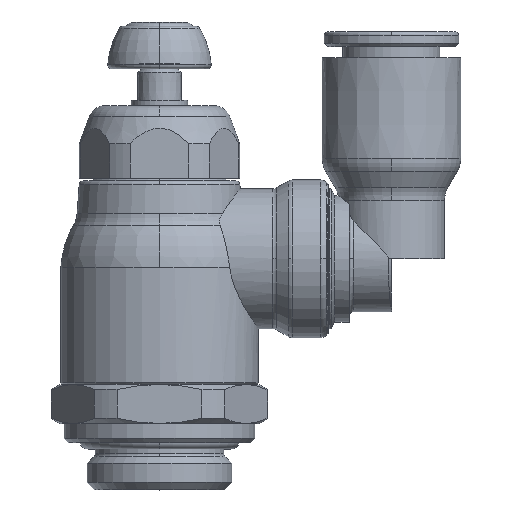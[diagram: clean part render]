
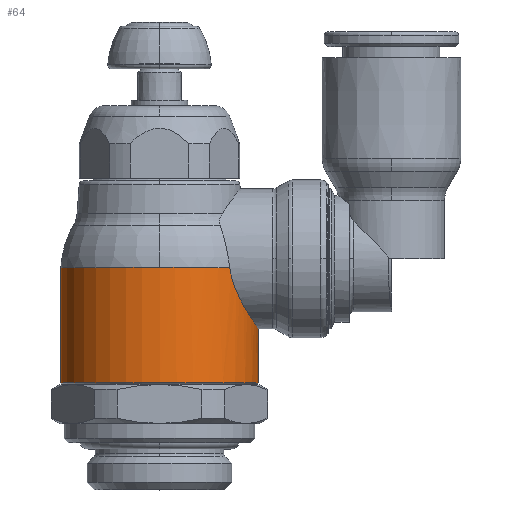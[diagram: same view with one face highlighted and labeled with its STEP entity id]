
A CAD part, top view. The second image highlights one B-rep face of the part: STEP entity #64.
In plain terms, the highlighted cylindrical face has radius 11.4 mm (diameter 22.8 mm), a partial arc.
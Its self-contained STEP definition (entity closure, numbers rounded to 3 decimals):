
#64=ADVANCED_FACE('',(#260),#261,.T.);
#260=FACE_OUTER_BOUND('',#630,.T.);
#261=CYLINDRICAL_SURFACE('',#631,11.4);
#630=EDGE_LOOP('',(#1096,#1097,#1098,#1099,#1100,#1101));
#631=AXIS2_PLACEMENT_3D('',#1102,#1103,#1104);
#1096=ORIENTED_EDGE('',*,*,#2487,.F.);
#1097=ORIENTED_EDGE('',*,*,#2488,.T.);
#1098=ORIENTED_EDGE('',*,*,#2489,.F.);
#1099=ORIENTED_EDGE('',*,*,#2490,.T.);
#1100=ORIENTED_EDGE('',*,*,#2485,.F.);
#1101=ORIENTED_EDGE('',*,*,#2491,.F.);
#1102=CARTESIAN_POINT('',(0.0,19.,0.0));
#1103=DIRECTION('',(0.0,1.0,0.0));
#1104=DIRECTION('',(-1.0,0.0,0.0));
#2485=EDGE_CURVE('',#3014,#3016,#3017,.T.);
#2487=EDGE_CURVE('',#3019,#3020,#3021,.T.);
#2488=EDGE_CURVE('',#3019,#3022,#3023,.T.);
#2489=EDGE_CURVE('',#3024,#3022,#3025,.T.);
#2490=EDGE_CURVE('',#3024,#3016,#3026,.T.);
#2491=EDGE_CURVE('',#3020,#3014,#3027,.T.);
#3014=VERTEX_POINT('',#3814);
#3016=VERTEX_POINT('',#3816);
#3017=CIRCLE('',#3817,11.4);
#3019=VERTEX_POINT('',#3848);
#3020=VERTEX_POINT('',#3849);
#3021=LINE('',#3850,#3851);
#3022=VERTEX_POINT('',#3852);
#3023=CIRCLE('',#3853,11.4);
#3024=VERTEX_POINT('',#3854);
#3025=LINE('',#3855,#3856);
#3026=B_SPLINE_CURVE_WITH_KNOTS('',3,(#3857,#3858,#3859,#3860,#3861,#3862,#3863,#3864,#3865,#3866,#3867,#3868,#3869,#3870,#3871,#3872,#3873,#3874,#3875,#3876,#3877,#3878,#3879,#3880,#3881,#3882,#3883,#3884,#3885,#3886,#3887,#3888,#3889,#3890),.UNSPECIFIED.,.F.,.F.,(4,2,2,2,2,2,2,2,2,2,2,2,2,2,2,2,4),(0.0,1.608,3.216,4.824,6.432,8.015,9.599,11.182,12.766,14.349,15.933,17.516,19.1,20.708,22.316,23.924,25.532),.UNSPECIFIED.);
#3027=CIRCLE('',#3891,11.4);
#3814=CARTESIAN_POINT('',(0.,25.65,11.4));
#3816=CARTESIAN_POINT('',(8.111,25.65,8.01));
#3817=AXIS2_PLACEMENT_3D('',#5368,#5369,#5370);
#3848=CARTESIAN_POINT('',(-11.4,12.35,0.0));
#3849=CARTESIAN_POINT('',(-11.4,25.65,0.));
#3850=CARTESIAN_POINT('',(-11.4,19.,0.));
#3851=VECTOR('',#5371,1.0);
#3852=CARTESIAN_POINT('',(11.4,12.35,0.));
#3853=AXIS2_PLACEMENT_3D('',#5372,#5373,#5374);
#3854=CARTESIAN_POINT('',(11.4,18.595,0.));
#3855=CARTESIAN_POINT('',(11.4,19.,0.));
#3856=VECTOR('',#5375,1.0);
#3857=CARTESIAN_POINT('',(8.047,26.67,-8.075));
#3858=CARTESIAN_POINT('',(8.047,26.134,-8.075));
#3859=CARTESIAN_POINT('',(8.102,25.592,-8.021));
#3860=CARTESIAN_POINT('',(8.31,24.533,-7.806));
#3861=CARTESIAN_POINT('',(8.461,24.016,-7.645));
#3862=CARTESIAN_POINT('',(8.819,23.033,-7.229));
#3863=CARTESIAN_POINT('',(9.025,22.567,-6.974));
#3864=CARTESIAN_POINT('',(9.448,21.706,-6.39));
#3865=CARTESIAN_POINT('',(9.664,21.311,-6.061));
#3866=CARTESIAN_POINT('',(10.067,20.615,-5.364));
#3867=CARTESIAN_POINT('',(10.269,20.286,-4.972));
#3868=CARTESIAN_POINT('',(10.643,19.7,-4.111));
#3869=CARTESIAN_POINT('',(10.815,19.443,-3.642));
#3870=CARTESIAN_POINT('',(11.099,19.024,-2.651));
#3871=CARTESIAN_POINT('',(11.212,18.862,-2.129));
#3872=CARTESIAN_POINT('',(11.363,18.648,-1.068));
#3873=CARTESIAN_POINT('',(11.4,18.595,-0.528));
#3874=CARTESIAN_POINT('',(11.4,18.595,0.528));
#3875=CARTESIAN_POINT('',(11.363,18.648,1.068));
#3876=CARTESIAN_POINT('',(11.212,18.862,2.129));
#3877=CARTESIAN_POINT('',(11.099,19.024,2.651));
#3878=CARTESIAN_POINT('',(10.815,19.443,3.642));
#3879=CARTESIAN_POINT('',(10.643,19.7,4.111));
#3880=CARTESIAN_POINT('',(10.269,20.286,4.972));
#3881=CARTESIAN_POINT('',(10.067,20.615,5.364));
#3882=CARTESIAN_POINT('',(9.664,21.311,6.061));
#3883=CARTESIAN_POINT('',(9.448,21.706,6.39));
#3884=CARTESIAN_POINT('',(9.025,22.567,6.974));
#3885=CARTESIAN_POINT('',(8.819,23.033,7.229));
#3886=CARTESIAN_POINT('',(8.461,24.016,7.645));
#3887=CARTESIAN_POINT('',(8.31,24.533,7.806));
#3888=CARTESIAN_POINT('',(8.102,25.592,8.021));
#3889=CARTESIAN_POINT('',(8.047,26.134,8.075));
#3890=CARTESIAN_POINT('',(8.047,26.67,8.075));
#3891=AXIS2_PLACEMENT_3D('',#5376,#5377,#5378);
#5368=CARTESIAN_POINT('',(0.0,25.65,0.0));
#5369=DIRECTION('',(0.0,1.0,0.0));
#5370=DIRECTION('',(-1.0,0.0,0.0));
#5371=DIRECTION('',(0.0,1.0,0.0));
#5372=CARTESIAN_POINT('',(0.0,12.35,0.0));
#5373=DIRECTION('',(0.0,1.0,0.0));
#5374=DIRECTION('',(-1.0,0.0,0.0));
#5375=DIRECTION('',(-0.0,-1.0,-0.0));
#5376=CARTESIAN_POINT('',(0.0,25.65,0.0));
#5377=DIRECTION('',(0.0,1.0,0.0));
#5378=DIRECTION('',(-1.0,0.0,0.0));
